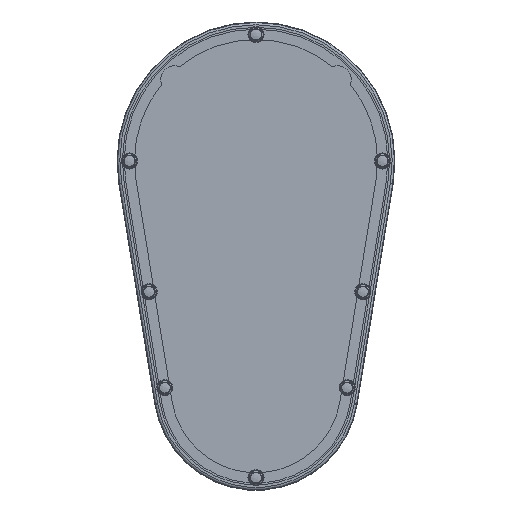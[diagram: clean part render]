
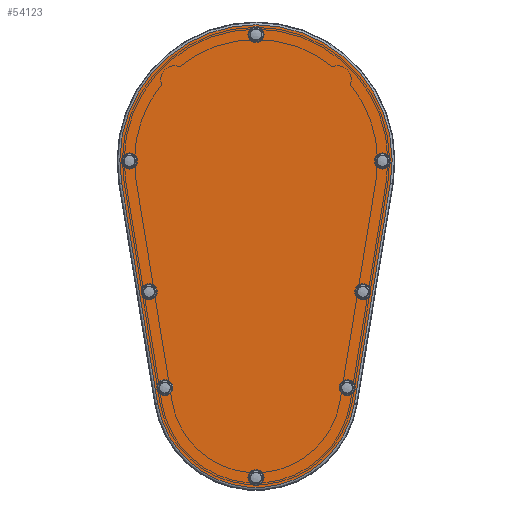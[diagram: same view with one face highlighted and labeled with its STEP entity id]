
A CAD part, top view. The second image highlights one B-rep face of the part: STEP entity #54123.
In plain terms, the highlighted planar face has unit normal (0, 0, 1).
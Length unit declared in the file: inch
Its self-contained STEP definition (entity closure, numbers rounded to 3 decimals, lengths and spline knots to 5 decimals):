
#181 = DIRECTION ( 'NONE',  ( -1., 0., 0. ) ) ;
#646 = CARTESIAN_POINT ( 'NONE',  ( -3.54764, 6.35722, 5.11756 ) ) ;
#688 = EDGE_LOOP ( 'NONE', ( #20187, #7820, #7285, #59412 ) ) ;
#1062 = CARTESIAN_POINT ( 'NONE',  ( 3.54764, 6.35722, 5.11756 ) ) ;
#1641 = VERTEX_POINT ( 'NONE', #46524 ) ;
#1743 = DIRECTION ( 'NONE',  ( 1., 0., 0. ) ) ;
#1789 = FACE_BOUND ( 'NONE', #28101, .T. ) ;
#2094 = CARTESIAN_POINT ( 'NONE',  ( 3.76907, 5.74231, 5.11756 ) ) ;
#2835 = CARTESIAN_POINT ( 'NONE',  ( -2.33532, 0., 5.11756 ) ) ;
#3007 = CARTESIAN_POINT ( 'NONE',  ( 0., 9.90486, 5.11756 ) ) ;
#3923 = CIRCLE ( 'NONE', #45062, 0.22206 ) ;
#6809 = CARTESIAN_POINT ( 'NONE',  ( 2.55739, 0., 5.11756 ) ) ;
#7285 = ORIENTED_EDGE ( 'NONE', *, *, #20139, .T. ) ;
#7820 = ORIENTED_EDGE ( 'NONE', *, *, #76905, .T. ) ;
#8593 = VERTEX_POINT ( 'NONE', #14918 ) ;
#8682 = DIRECTION ( 'NONE',  ( -1., 0., 0. ) ) ;
#8859 = DIRECTION ( 'NONE',  ( 0., 0., 1. ) ) ;
#9594 = FACE_BOUND ( 'NONE', #67892, .T. ) ;
#9759 = CARTESIAN_POINT ( 'NONE',  ( 2.99621, 2.68979, 5.11756 ) ) ;
#9775 = EDGE_CURVE ( 'NONE', #1641, #1641, #53356, .T. ) ;
#10763 = VERTEX_POINT ( 'NONE', #73986 ) ;
#11925 = EDGE_CURVE ( 'NONE', #87421, #87421, #51851, .T. ) ;
#12201 = AXIS2_PLACEMENT_3D ( 'NONE', #1062, #86048, #51171 ) ;
#13653 = ORIENTED_EDGE ( 'NONE', *, *, #75364, .F. ) ;
#14918 = CARTESIAN_POINT ( 'NONE',  ( -2.7588, -0.45009, 5.11756 ) ) ;
#16942 = AXIS2_PLACEMENT_3D ( 'NONE', #9759, #8859, #73161 ) ;
#17410 = AXIS2_PLACEMENT_3D ( 'NONE', #3007, #31090, #25083 ) ;
#17790 = VERTEX_POINT ( 'NONE', #64794 ) ;
#18608 = ORIENTED_EDGE ( 'NONE', *, *, #52349, .F. ) ;
#19751 = DIRECTION ( 'NONE',  ( 0., 0., 1. ) ) ;
#20139 = EDGE_CURVE ( 'NONE', #8593, #17790, #76301, .T. ) ;
#20187 = ORIENTED_EDGE ( 'NONE', *, *, #40341, .T. ) ;
#20753 = CARTESIAN_POINT ( 'NONE',  ( 2.33532, 0., 5.11756 ) ) ;
#21356 = ORIENTED_EDGE ( 'NONE', *, *, #11925, .F. ) ;
#21359 = DIRECTION ( 'NONE',  ( 0.161, -0.987, 0. ) ) ;
#21539 = VERTEX_POINT ( 'NONE', #63814 ) ;
#21910 = DIRECTION ( 'NONE',  ( -1., 0., 0. ) ) ;
#23852 = DIRECTION ( 'NONE',  ( 0., 0., -1. ) ) ;
#24738 = AXIS2_PLACEMENT_3D ( 'NONE', #71631, #23852, #8682 ) ;
#25083 = DIRECTION ( 'NONE',  ( 0., 1., 0. ) ) ;
#26404 = ORIENTED_EDGE ( 'NONE', *, *, #69857, .F. ) ;
#26630 = ORIENTED_EDGE ( 'NONE', *, *, #9775, .F. ) ;
#26742 = DIRECTION ( 'NONE',  ( 0., 0., 1. ) ) ;
#27343 = DIRECTION ( 'NONE',  ( 0., 0., 1. ) ) ;
#27644 = DIRECTION ( 'NONE',  ( -1., 0., 0. ) ) ;
#28002 = CARTESIAN_POINT ( 'NONE',  ( -2.99621, 2.68979, 5.11756 ) ) ;
#28101 = EDGE_LOOP ( 'NONE', ( #21356 ) ) ;
#28453 = DIRECTION ( 'NONE',  ( 0., 0., 1. ) ) ;
#28835 = CIRCLE ( 'NONE', #83155, 3.8189 ) ;
#29853 = FACE_OUTER_BOUND ( 'NONE', #688, .T. ) ;
#31090 = DIRECTION ( 'NONE',  ( 0., 0., 1. ) ) ;
#32859 = CIRCLE ( 'NONE', #44573, 0.22206 ) ;
#32998 = EDGE_CURVE ( 'NONE', #48907, #48907, #44203, .T. ) ;
#35160 = EDGE_LOOP ( 'NONE', ( #26630 ) ) ;
#35480 = LINE ( 'NONE', #63517, #70102 ) ;
#37645 = FACE_BOUND ( 'NONE', #57349, .T. ) ;
#40341 = EDGE_CURVE ( 'NONE', #56730, #10763, #28835, .T. ) ;
#40525 = CARTESIAN_POINT ( 'NONE',  ( 0., 0., 5.11756 ) ) ;
#43189 = PLANE ( 'NONE',  #24738 ) ;
#44008 = VECTOR ( 'NONE', #21359, 39.37008 ) ;
#44203 = CIRCLE ( 'NONE', #53011, 0.22206 ) ;
#44403 = DIRECTION ( 'NONE',  ( 0., 0., 1. ) ) ;
#44536 = FACE_BOUND ( 'NONE', #55257, .T. ) ;
#44573 = AXIS2_PLACEMENT_3D ( 'NONE', #66228, #45546, #85986 ) ;
#45062 = AXIS2_PLACEMENT_3D ( 'NONE', #6809, #19751, #47775 ) ;
#45119 = VERTEX_POINT ( 'NONE', #2835 ) ;
#45546 = DIRECTION ( 'NONE',  ( 0., 0., 1. ) ) ;
#46427 = EDGE_CURVE ( 'NONE', #45119, #45119, #32859, .T. ) ;
#46524 = CARTESIAN_POINT ( 'NONE',  ( 3.32558, 6.35722, 5.11756 ) ) ;
#46967 = CARTESIAN_POINT ( 'NONE',  ( 0., 10.12692, 5.11756 ) ) ;
#47775 = DIRECTION ( 'NONE',  ( -1., 0., 0. ) ) ;
#48907 = VERTEX_POINT ( 'NONE', #55363 ) ;
#49393 = LINE ( 'NONE', #77856, #44008 ) ;
#51171 = DIRECTION ( 'NONE',  ( -1., 0., 0. ) ) ;
#51851 = CIRCLE ( 'NONE', #69281, 0.22206 ) ;
#52349 = EDGE_CURVE ( 'NONE', #81868, #81868, #3923, .T. ) ;
#53011 = AXIS2_PLACEMENT_3D ( 'NONE', #57733, #44403, #21910 ) ;
#53356 = CIRCLE ( 'NONE', #12201, 0.22206 ) ;
#53593 = EDGE_CURVE ( 'NONE', #54343, #54343, #81867, .T. ) ;
#54123 = ADVANCED_FACE ( 'NONE', ( #44536, #72563, #78987, #58779, #1789, #9594, #86783, #37645, #29853 ), #43189, .F. ) ;
#54343 = VERTEX_POINT ( 'NONE', #46967 ) ;
#55257 = EDGE_LOOP ( 'NONE', ( #55795 ) ) ;
#55363 = CARTESIAN_POINT ( 'NONE',  ( -0.22206, -2.52402, 5.11756 ) ) ;
#55795 = ORIENTED_EDGE ( 'NONE', *, *, #32998, .F. ) ;
#56730 = VERTEX_POINT ( 'NONE', #2094 ) ;
#57349 = EDGE_LOOP ( 'NONE', ( #13653 ) ) ;
#57733 = CARTESIAN_POINT ( 'NONE',  ( 0., -2.52402, 5.11756 ) ) ;
#57854 = DIRECTION ( 'NONE',  ( 0.161, 0.987, 0. ) ) ;
#58779 = FACE_BOUND ( 'NONE', #67655, .T. ) ;
#59412 = ORIENTED_EDGE ( 'NONE', *, *, #82317, .T. ) ;
#60961 = CIRCLE ( 'NONE', #16942, 0.22206 ) ;
#62470 = VERTEX_POINT ( 'NONE', #75352 ) ;
#63517 = CARTESIAN_POINT ( 'NONE',  ( 3.76907, 5.74231, 5.11756 ) ) ;
#63814 = CARTESIAN_POINT ( 'NONE',  ( -2.77415, 2.68979, 5.11756 ) ) ;
#64545 = ORIENTED_EDGE ( 'NONE', *, *, #53593, .F. ) ;
#64794 = CARTESIAN_POINT ( 'NONE',  ( 2.7588, -0.45009, 5.11756 ) ) ;
#66228 = CARTESIAN_POINT ( 'NONE',  ( -2.55739, 0., 5.11756 ) ) ;
#67655 = EDGE_LOOP ( 'NONE', ( #26404 ) ) ;
#67892 = EDGE_LOOP ( 'NONE', ( #64545 ) ) ;
#68560 = CARTESIAN_POINT ( 'NONE',  ( 0., 6.35722, 5.11756 ) ) ;
#69281 = AXIS2_PLACEMENT_3D ( 'NONE', #646, #27343, #181 ) ;
#69857 = EDGE_CURVE ( 'NONE', #62470, #62470, #60961, .T. ) ;
#70102 = VECTOR ( 'NONE', #57854, 39.37008 ) ;
#71631 = CARTESIAN_POINT ( 'NONE',  ( 0., 6.35722, 5.11756 ) ) ;
#72563 = FACE_BOUND ( 'NONE', #87445, .T. ) ;
#73161 = DIRECTION ( 'NONE',  ( -1., 0., 0. ) ) ;
#73986 = CARTESIAN_POINT ( 'NONE',  ( -3.76907, 5.74231, 5.11756 ) ) ;
#75352 = CARTESIAN_POINT ( 'NONE',  ( 2.77415, 2.68979, 5.11756 ) ) ;
#75364 = EDGE_CURVE ( 'NONE', #21539, #21539, #89327, .T. ) ;
#76082 = AXIS2_PLACEMENT_3D ( 'NONE', #28002, #28453, #1743 ) ;
#76301 = CIRCLE ( 'NONE', #80679, 2.79528 ) ;
#76905 = EDGE_CURVE ( 'NONE', #10763, #8593, #49393, .T. ) ;
#77856 = CARTESIAN_POINT ( 'NONE',  ( -3.76907, 5.74231, 5.11756 ) ) ;
#78987 = FACE_BOUND ( 'NONE', #89120, .T. ) ;
#80536 = CARTESIAN_POINT ( 'NONE',  ( -3.7697, 6.35722, 5.11756 ) ) ;
#80679 = AXIS2_PLACEMENT_3D ( 'NONE', #40525, #26742, #82786 ) ;
#80957 = ORIENTED_EDGE ( 'NONE', *, *, #46427, .F. ) ;
#81867 = CIRCLE ( 'NONE', #17410, 0.22206 ) ;
#81868 = VERTEX_POINT ( 'NONE', #20753 ) ;
#82317 = EDGE_CURVE ( 'NONE', #17790, #56730, #35480, .T. ) ;
#82786 = DIRECTION ( 'NONE',  ( -1., 0., 0. ) ) ;
#83155 = AXIS2_PLACEMENT_3D ( 'NONE', #68560, #89697, #27644 ) ;
#85986 = DIRECTION ( 'NONE',  ( 1., 0., 0. ) ) ;
#86048 = DIRECTION ( 'NONE',  ( 0., 0., 1. ) ) ;
#86783 = FACE_BOUND ( 'NONE', #35160, .T. ) ;
#87421 = VERTEX_POINT ( 'NONE', #80536 ) ;
#87445 = EDGE_LOOP ( 'NONE', ( #80957 ) ) ;
#89120 = EDGE_LOOP ( 'NONE', ( #18608 ) ) ;
#89327 = CIRCLE ( 'NONE', #76082, 0.22206 ) ;
#89697 = DIRECTION ( 'NONE',  ( 0., 0., 1. ) ) ;
